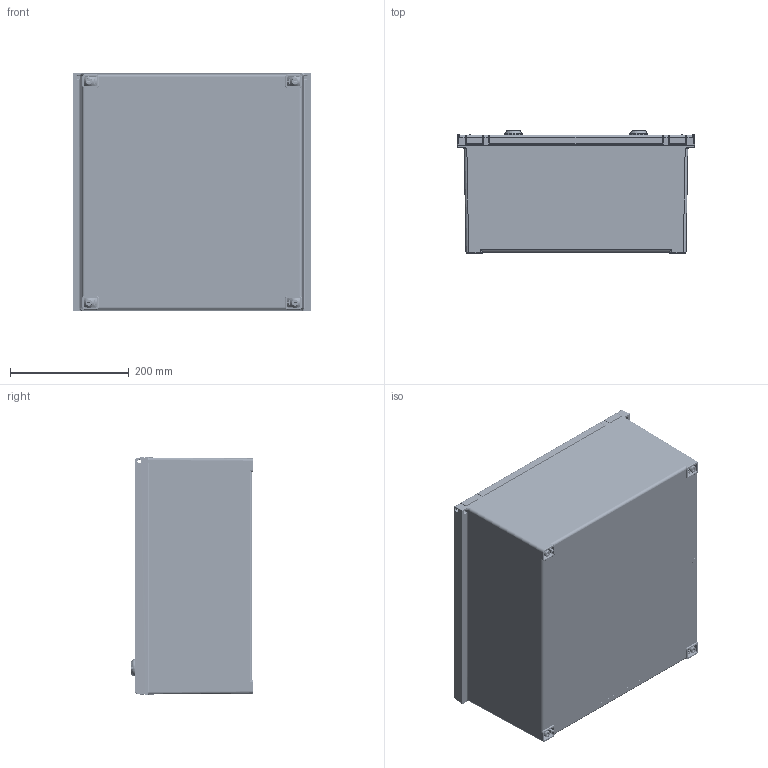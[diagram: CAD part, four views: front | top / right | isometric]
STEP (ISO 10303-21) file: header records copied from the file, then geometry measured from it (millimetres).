
FILE_DESCRIPTION((''),'2;1');
FILE_NAME('EPC40-40-20_ASM','2021-04-19T',('marketing.praksa'),('Audax d.o.o.'),'CREO PARAMETRIC BY PTC INC, 2017480','CREO PARAMETRIC BY PTC INC, 2017480','');
FILE_SCHEMA(('AUTOMOTIVE_DESIGN { 1 0 10303 214 1 1 1 1 }'));
Products named in the file (22): CUB-44_1_1_1; EJB_1_1_1_1_1; JN-C_1_1_1_1_1; COJINETE-M22MAL_1_1_1_1_1; TPDB-ETI_CAB_1_1_1; PMC-APM-2-MAL_1_1_1_1_1; D7971-8X3-4_1_1_1_1_1; JN-TORICA_1_1_1_1_1; CMDB-M22_ASM_1_ASM_1_1_ASM_1_1_ASM; TU-M22_1_1_1_1_1; BC-ETI_CAB_1_1_1; D84-5X12_1_1_1_1_1; JUNTA-ETI_CAB-44_1_1_1; PUB-44_ASM_1_ASM_1_ASM_1_ASM; D97-4X50_1_1_1_1_1; TACO_1_1_1_1_1; LLD-10_1_1_1_1_1; D84-6X10_1_1_1_1_1; BO-ETI_CAB_ASM_1_ASM_1_ASM_1_ASM; PRT0160; PRT0005ASDF; EPC40-40-20_ASM
Assembly tree (34 placements, depth 4):
  EPC40-40-20_ASM
    CUB-44_1_1_1
    PUB-44_ASM_1_ASM_1_ASM_1_ASM
      EJB_1_1_1_1_1  x2
      JN-C_1_1_1_1_1  x2
      CMDB-M22_ASM_1_ASM_1_1_ASM_1_1_ASM  x2
        COJINETE-M22MAL_1_1_1_1_1
        TPDB-ETI_CAB_1_1_1
        PMC-APM-2-MAL_1_1_1_1_1
        D7971-8X3-4_1_1_1_1_1
        JN-TORICA_1_1_1_1_1
      TU-M22_1_1_1_1_1  x2
      BC-ETI_CAB_1_1_1
      D84-5X12_1_1_1_1_1
      JUNTA-ETI_CAB-44_1_1_1
    BO-ETI_CAB_ASM_1_ASM_1_ASM_1_ASM
      D97-4X50_1_1_1_1_1  x4
      TACO_1_1_1_1_1  x4
      LLD-10_1_1_1_1_1
      D84-6X10_1_1_1_1_1  x4
    PRT0160
    PRT0005ASDF
Bounding box: 399.97 x 207 x 400 mm (x, y, z)
Volume: 2232804.8 mm3; surface area: 1507476.5 mm2
Topology: 37 solids, 44 shells, 4336 faces, 11198 edges, 6806 vertices
Faces by surface type: plane 1434, cylinder 1369, cone 540, bspline 529, torus 332, sphere 132
Entity records: 194145 total; most frequent: CARTESIAN_POINT 62874, ORIENTED_EDGE 17250, DIRECTION 15574, PRESENTATION_STYLE_ASSIGNMENT 12134, STYLED_ITEM 12134, CURVE_STYLE 8631, EDGE_CURVE 8631, AXIS2_PLACEMENT_3D 5775
